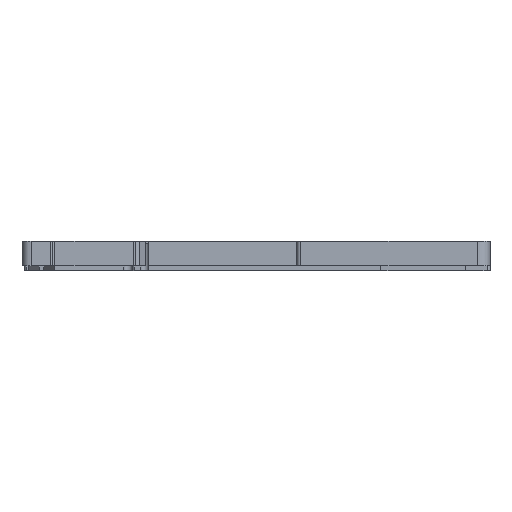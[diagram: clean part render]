
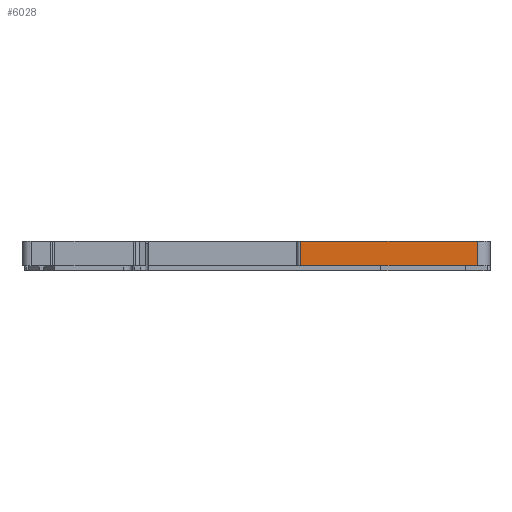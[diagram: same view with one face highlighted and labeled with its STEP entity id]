
A CAD part, front view. The second image highlights one B-rep face of the part: STEP entity #6028.
In plain terms, the highlighted planar face has unit normal (0, -1, 0).
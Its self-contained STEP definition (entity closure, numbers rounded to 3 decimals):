
#33 = VERTEX_POINT ( 'NONE', #10506 ) ;
#227 = VERTEX_POINT ( 'NONE', #13684 ) ;
#647 = LINE ( 'NONE', #11316, #1942 ) ;
#834 = LINE ( 'NONE', #3002, #13921 ) ;
#1570 = ORIENTED_EDGE ( 'NONE', *, *, #10242, .T. ) ;
#1942 = VECTOR ( 'NONE', #5064, 1000. ) ;
#2434 = DIRECTION ( 'NONE',  ( 0., 0., 1. ) ) ;
#2675 = VERTEX_POINT ( 'NONE', #15536 ) ;
#2912 = CARTESIAN_POINT ( 'NONE',  ( 3609.704, 2580.966, 1. ) ) ;
#3002 = CARTESIAN_POINT ( 'NONE',  ( 3572.611, 2580.966, 6.2 ) ) ;
#3213 = EDGE_CURVE ( 'NONE', #227, #2675, #834, .T. ) ;
#3458 = PLANE ( 'NONE',  #11523 ) ;
#3940 = DIRECTION ( 'NONE',  ( -1., 0., 0. ) ) ;
#5064 = DIRECTION ( 'NONE',  ( 0., 0., -1. ) ) ;
#6028 = ADVANCED_FACE ( 'NONE', ( #8717 ), #3458, .F. ) ;
#6197 = DIRECTION ( 'NONE',  ( 0., 1., 0. ) ) ;
#6323 = ORIENTED_EDGE ( 'NONE', *, *, #13277, .F. ) ;
#6947 = EDGE_LOOP ( 'NONE', ( #10865, #1570, #9500, #6323 ) ) ;
#7058 = CARTESIAN_POINT ( 'NONE',  ( 0., 2580.966, 6.2 ) ) ;
#8717 = FACE_OUTER_BOUND ( 'NONE', #6947, .T. ) ;
#9500 = ORIENTED_EDGE ( 'NONE', *, *, #3213, .T. ) ;
#10242 = EDGE_CURVE ( 'NONE', #33, #227, #14929, .T. ) ;
#10506 = CARTESIAN_POINT ( 'NONE',  ( 3609.704, 2580.966, 6.19 ) ) ;
#10751 = CARTESIAN_POINT ( 'NONE',  ( 0., 2580.966, 1. ) ) ;
#10865 = ORIENTED_EDGE ( 'NONE', *, *, #11338, .F. ) ;
#11316 = CARTESIAN_POINT ( 'NONE',  ( 3609.704, 2580.966, 6.2 ) ) ;
#11338 = EDGE_CURVE ( 'NONE', #33, #12422, #647, .T. ) ;
#11523 = AXIS2_PLACEMENT_3D ( 'NONE', #7058, #6197, #2434 ) ;
#11945 = LINE ( 'NONE', #10751, #13846 ) ;
#12422 = VERTEX_POINT ( 'NONE', #2912 ) ;
#13277 = EDGE_CURVE ( 'NONE', #12422, #2675, #11945, .T. ) ;
#13684 = CARTESIAN_POINT ( 'NONE',  ( 3572.611, 2580.966, 6.19 ) ) ;
#13846 = VECTOR ( 'NONE', #14564, 1000. ) ;
#13921 = VECTOR ( 'NONE', #13959, 1000. ) ;
#13959 = DIRECTION ( 'NONE',  ( 0., 0., -1. ) ) ;
#14352 = VECTOR ( 'NONE', #3940, 1000. ) ;
#14564 = DIRECTION ( 'NONE',  ( -1., 0., 0. ) ) ;
#14775 = CARTESIAN_POINT ( 'NONE',  ( 0., 2580.966, 6.19 ) ) ;
#14929 = LINE ( 'NONE', #14775, #14352 ) ;
#15536 = CARTESIAN_POINT ( 'NONE',  ( 3572.611, 2580.966, 1. ) ) ;
